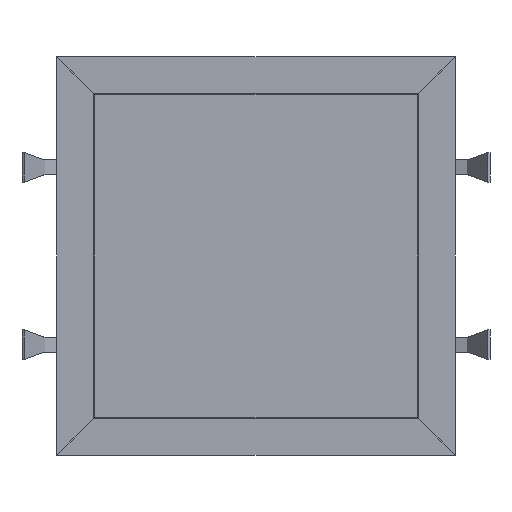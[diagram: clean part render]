
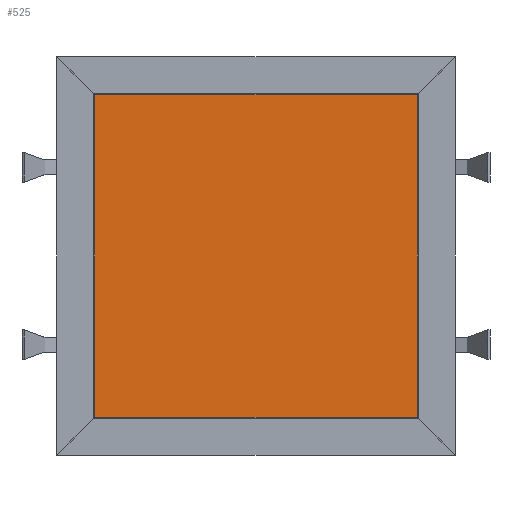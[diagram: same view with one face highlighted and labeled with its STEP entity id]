
A CAD part, front view. The second image highlights one B-rep face of the part: STEP entity #525.
In plain terms, the highlighted planar face has unit normal (0, -1, 0).
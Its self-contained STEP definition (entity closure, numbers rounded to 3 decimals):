
#26 = ORIENTED_EDGE ( 'NONE', *, *, #2321, .T. ) ;
#319 = CARTESIAN_POINT ( 'NONE',  ( 244., 3., -26. ) ) ;
#478 = VERTEX_POINT ( 'NONE', #319 ) ;
#525 = ADVANCED_FACE ( 'NONE', ( #4681 ), #4973, .F. ) ;
#534 = DIRECTION ( 'NONE',  ( 1., 0., 0. ) ) ;
#602 = VERTEX_POINT ( 'NONE', #1726 ) ;
#889 = LINE ( 'NONE', #3826, #2485 ) ;
#971 = VECTOR ( 'NONE', #3017, 1000. ) ;
#1121 = VERTEX_POINT ( 'NONE', #1909 ) ;
#1181 = DIRECTION ( 'NONE',  ( 0., 0., 1. ) ) ;
#1352 = LINE ( 'NONE', #4043, #4756 ) ;
#1438 = EDGE_LOOP ( 'NONE', ( #1978, #2383, #26, #4921 ) ) ;
#1720 = CARTESIAN_POINT ( 'NONE',  ( 26., 3., -26. ) ) ;
#1726 = CARTESIAN_POINT ( 'NONE',  ( 244., 3., -244. ) ) ;
#1909 = CARTESIAN_POINT ( 'NONE',  ( 26., 3., -244. ) ) ;
#1978 = ORIENTED_EDGE ( 'NONE', *, *, #4488, .T. ) ;
#2050 = LINE ( 'NONE', #1720, #971 ) ;
#2321 = EDGE_CURVE ( 'NONE', #602, #478, #3531, .T. ) ;
#2383 = ORIENTED_EDGE ( 'NONE', *, *, #4373, .T. ) ;
#2485 = VECTOR ( 'NONE', #534, 1000. ) ;
#2681 = VECTOR ( 'NONE', #1181, 1000. ) ;
#2911 = DIRECTION ( 'NONE',  ( 0., 1., 0. ) ) ;
#2994 = CARTESIAN_POINT ( 'NONE',  ( 26., 3., -26. ) ) ;
#3017 = DIRECTION ( 'NONE',  ( -1., 0., 0. ) ) ;
#3286 = AXIS2_PLACEMENT_3D ( 'NONE', #5348, #2911, #3725 ) ;
#3531 = LINE ( 'NONE', #4446, #2681 ) ;
#3683 = VERTEX_POINT ( 'NONE', #2994 ) ;
#3722 = EDGE_CURVE ( 'NONE', #478, #3683, #2050, .T. ) ;
#3725 = DIRECTION ( 'NONE',  ( 0., 0., 1. ) ) ;
#3826 = CARTESIAN_POINT ( 'NONE',  ( 26., 3., -244. ) ) ;
#4043 = CARTESIAN_POINT ( 'NONE',  ( 26., 3., -244. ) ) ;
#4373 = EDGE_CURVE ( 'NONE', #1121, #602, #889, .T. ) ;
#4446 = CARTESIAN_POINT ( 'NONE',  ( 244., 3., -244. ) ) ;
#4488 = EDGE_CURVE ( 'NONE', #3683, #1121, #1352, .T. ) ;
#4681 = FACE_OUTER_BOUND ( 'NONE', #1438, .T. ) ;
#4756 = VECTOR ( 'NONE', #5283, 1000. ) ;
#4921 = ORIENTED_EDGE ( 'NONE', *, *, #3722, .T. ) ;
#4973 = PLANE ( 'NONE',  #3286 ) ;
#5283 = DIRECTION ( 'NONE',  ( 0., 0., -1. ) ) ;
#5348 = CARTESIAN_POINT ( 'NONE',  ( 0., 3., 0. ) ) ;
